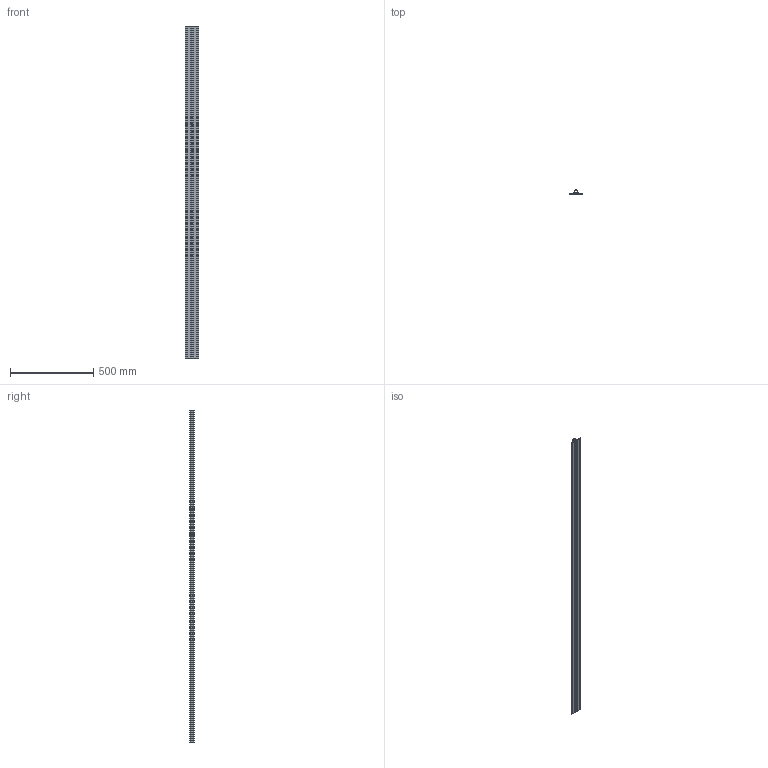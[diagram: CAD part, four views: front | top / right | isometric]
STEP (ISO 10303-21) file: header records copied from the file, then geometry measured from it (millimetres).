
FILE_DESCRIPTION (( 'STEP AP203' ), '1' );
FILE_NAME ('sone3D.STEP', '2013-11-29T02:33:36', ( '' ), ( '' ), 'SwSTEP 2.0', 'SolidWorks 2012', '' );
FILE_SCHEMA (( 'CONFIG_CONTROL_DESIGN' ));
Length unit declared in the file: millimetre
Products named in the file (3): sone3D; FA-815-G-4-2000下カバー_; FA-815-G-4-2000上カバー_
Assembly tree (2 placements, depth 2):
  sone3D
    FA-815-G-4-2000上カバー_
    FA-815-G-4-2000下カバー_
Bounding box: 80 x 25.5 x 2000 mm (x, y, z)
Volume: 970368.1 mm3; surface area: 793828.6 mm2
Topology: 2 solids, 2 shells, 76 faces, 216 edges, 144 vertices
Faces by surface type: plane 55, cylinder 21
Entity records: 2767 total; most frequent: CARTESIAN_POINT 441, ORIENTED_EDGE 432, DIRECTION 420, EDGE_CURVE 216, VECTOR 174, LINE 174, VERTEX_POINT 144, AXIS2_PLACEMENT_3D 123
